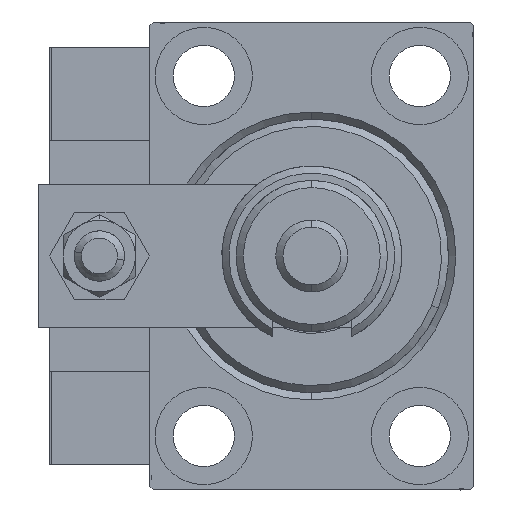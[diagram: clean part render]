
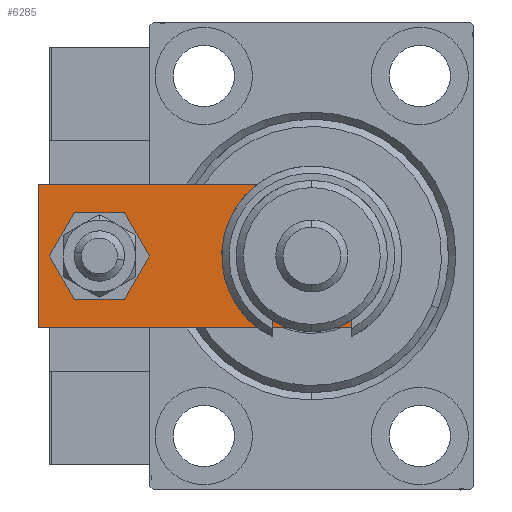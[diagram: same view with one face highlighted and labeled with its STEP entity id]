
A CAD part, left-side view. The second image highlights one B-rep face of the part: STEP entity #6285.
In plain terms, the highlighted face is planar.
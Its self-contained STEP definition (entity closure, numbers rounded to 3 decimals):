
#141 = CARTESIAN_POINT ( 'NONE',  ( -10., 0., 6. ) ) ;
#187 = CARTESIAN_POINT ( 'NONE',  ( 10., 4.24, 6. ) ) ;
#591 = VECTOR ( 'NONE', #5460, 1000. ) ;
#1046 = CARTESIAN_POINT ( 'NONE',  ( -10., 48., 6. ) ) ;
#1174 = ORIENTED_EDGE ( 'NONE', *, *, #43241, .T. ) ;
#1335 = LINE ( 'NONE', #25555, #591 ) ;
#1367 = EDGE_LOOP ( 'NONE', ( #47830, #7236 ) ) ;
#1471 = CARTESIAN_POINT ( 'NONE',  ( 0., 39.5, 6. ) ) ;
#1998 = AXIS2_PLACEMENT_3D ( 'NONE', #13720, #47540, #27443 ) ;
#2242 = LINE ( 'NONE', #47913, #4801 ) ;
#3182 = ORIENTED_EDGE ( 'NONE', *, *, #5878, .F. ) ;
#4801 = VECTOR ( 'NONE', #10229, 1000. ) ;
#5290 = EDGE_CURVE ( 'NONE', #39271, #26896, #37702, .T. ) ;
#5454 = VECTOR ( 'NONE', #8400, 1000. ) ;
#5460 = DIRECTION ( 'NONE',  ( -1., 0., 0. ) ) ;
#5645 = EDGE_CURVE ( 'NONE', #49834, #27076, #16375, .T. ) ;
#5878 = EDGE_CURVE ( 'NONE', #28843, #53596, #30959, .T. ) ;
#6030 = FACE_BOUND ( 'NONE', #12883, .T. ) ;
#6056 = CARTESIAN_POINT ( 'NONE',  ( 10., 0., 6. ) ) ;
#6285 = ADVANCED_FACE ( 'NONE', ( #43442, #27476, #6030 ), #48116, .T. ) ;
#6296 = DIRECTION ( 'NONE',  ( 1., 0., 0. ) ) ;
#7236 = ORIENTED_EDGE ( 'NONE', *, *, #22345, .F. ) ;
#7313 = VERTEX_POINT ( 'NONE', #49751 ) ;
#7958 = ORIENTED_EDGE ( 'NONE', *, *, #40155, .T. ) ;
#8260 = EDGE_CURVE ( 'NONE', #53596, #28843, #33547, .T. ) ;
#8400 = DIRECTION ( 'NONE',  ( 1., 0., 0. ) ) ;
#8568 = CARTESIAN_POINT ( 'NONE',  ( 5.76, 0., 6. ) ) ;
#10229 = DIRECTION ( 'NONE',  ( 0.707, 0.707, 0. ) ) ;
#11120 = VECTOR ( 'NONE', #22056, 1000. ) ;
#12459 = DIRECTION ( 'NONE',  ( 1., 0., 0. ) ) ;
#12554 = ORIENTED_EDGE ( 'NONE', *, *, #50561, .T. ) ;
#12883 = EDGE_LOOP ( 'NONE', ( #3182, #47020 ) ) ;
#13227 = ORIENTED_EDGE ( 'NONE', *, *, #5645, .T. ) ;
#13720 = CARTESIAN_POINT ( 'NONE',  ( 0., 10., 6. ) ) ;
#14129 = DIRECTION ( 'NONE',  ( 1., 0., 0. ) ) ;
#16375 = LINE ( 'NONE', #141, #5454 ) ;
#18260 = DIRECTION ( 'NONE',  ( 0., -1., 0. ) ) ;
#19344 = CARTESIAN_POINT ( 'NONE',  ( -10., 48., 6. ) ) ;
#21677 = CIRCLE ( 'NONE', #46285, 4. ) ;
#22056 = DIRECTION ( 'NONE',  ( 0.707, -0.707, 0. ) ) ;
#22296 = CARTESIAN_POINT ( 'NONE',  ( -7.25, 10., 6. ) ) ;
#22345 = EDGE_CURVE ( 'NONE', #32360, #24606, #21677, .T. ) ;
#22385 = EDGE_CURVE ( 'NONE', #7313, #49834, #38567, .T. ) ;
#22922 = DIRECTION ( 'NONE',  ( 0., 0., 1. ) ) ;
#23553 = ORIENTED_EDGE ( 'NONE', *, *, #5290, .T. ) ;
#24606 = VERTEX_POINT ( 'NONE', #43038 ) ;
#25318 = DIRECTION ( 'NONE',  ( 1., 0., 0. ) ) ;
#25555 = CARTESIAN_POINT ( 'NONE',  ( 10., 48., 6. ) ) ;
#26089 = CARTESIAN_POINT ( 'NONE',  ( -5.76, 0., 6. ) ) ;
#26174 = CARTESIAN_POINT ( 'NONE',  ( -2.88, -2.88, 6. ) ) ;
#26896 = VERTEX_POINT ( 'NONE', #39954 ) ;
#27076 = VERTEX_POINT ( 'NONE', #8568 ) ;
#27443 = DIRECTION ( 'NONE',  ( 1., 0., 0. ) ) ;
#27476 = FACE_OUTER_BOUND ( 'NONE', #35609, .T. ) ;
#27860 = LINE ( 'NONE', #19344, #39827 ) ;
#28304 = AXIS2_PLACEMENT_3D ( 'NONE', #43714, #52772, #6296 ) ;
#28843 = VERTEX_POINT ( 'NONE', #22296 ) ;
#30959 = CIRCLE ( 'NONE', #38852, 7.25 ) ;
#31279 = CARTESIAN_POINT ( 'NONE',  ( 4., 39.5, 6. ) ) ;
#32360 = VERTEX_POINT ( 'NONE', #31279 ) ;
#32637 = VECTOR ( 'NONE', #41537, 1000. ) ;
#32928 = CIRCLE ( 'NONE', #35560, 4. ) ;
#33381 = DIRECTION ( 'NONE',  ( 0., 0., 1. ) ) ;
#33547 = CIRCLE ( 'NONE', #1998, 7.25 ) ;
#33596 = CARTESIAN_POINT ( 'NONE',  ( 0., 39.5, 6. ) ) ;
#35560 = AXIS2_PLACEMENT_3D ( 'NONE', #33596, #42910, #25318 ) ;
#35609 = EDGE_LOOP ( 'NONE', ( #7958, #38345, #13227, #1174, #23553, #12554 ) ) ;
#37332 = VERTEX_POINT ( 'NONE', #1046 ) ;
#37702 = LINE ( 'NONE', #6056, #32637 ) ;
#38345 = ORIENTED_EDGE ( 'NONE', *, *, #22385, .T. ) ;
#38567 = LINE ( 'NONE', #26174, #11120 ) ;
#38852 = AXIS2_PLACEMENT_3D ( 'NONE', #53715, #33381, #12459 ) ;
#39271 = VERTEX_POINT ( 'NONE', #187 ) ;
#39827 = VECTOR ( 'NONE', #18260, 1000. ) ;
#39954 = CARTESIAN_POINT ( 'NONE',  ( 10., 48., 6. ) ) ;
#40155 = EDGE_CURVE ( 'NONE', #37332, #7313, #27860, .T. ) ;
#41537 = DIRECTION ( 'NONE',  ( 0., 1., 0. ) ) ;
#42910 = DIRECTION ( 'NONE',  ( 0., 0., 1. ) ) ;
#43038 = CARTESIAN_POINT ( 'NONE',  ( -4., 39.5, 6. ) ) ;
#43241 = EDGE_CURVE ( 'NONE', #27076, #39271, #2242, .T. ) ;
#43442 = FACE_BOUND ( 'NONE', #1367, .T. ) ;
#43530 = EDGE_CURVE ( 'NONE', #24606, #32360, #32928, .T. ) ;
#43714 = CARTESIAN_POINT ( 'NONE',  ( 0., 0., 6. ) ) ;
#46011 = CARTESIAN_POINT ( 'NONE',  ( 7.25, 10., 6. ) ) ;
#46285 = AXIS2_PLACEMENT_3D ( 'NONE', #1471, #22922, #14129 ) ;
#47020 = ORIENTED_EDGE ( 'NONE', *, *, #8260, .F. ) ;
#47540 = DIRECTION ( 'NONE',  ( 0., 0., 1. ) ) ;
#47830 = ORIENTED_EDGE ( 'NONE', *, *, #43530, .F. ) ;
#47913 = CARTESIAN_POINT ( 'NONE',  ( 2.88, -2.88, 6. ) ) ;
#48116 = PLANE ( 'NONE',  #28304 ) ;
#49751 = CARTESIAN_POINT ( 'NONE',  ( -10., 4.24, 6. ) ) ;
#49834 = VERTEX_POINT ( 'NONE', #26089 ) ;
#50561 = EDGE_CURVE ( 'NONE', #26896, #37332, #1335, .T. ) ;
#52772 = DIRECTION ( 'NONE',  ( 0., 0., 1. ) ) ;
#53596 = VERTEX_POINT ( 'NONE', #46011 ) ;
#53715 = CARTESIAN_POINT ( 'NONE',  ( 0., 10., 6. ) ) ;
